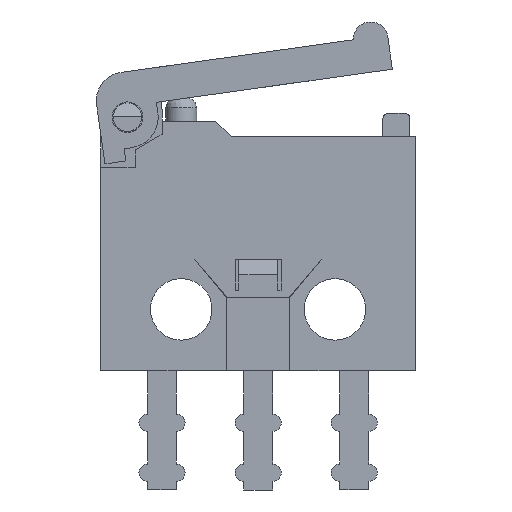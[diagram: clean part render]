
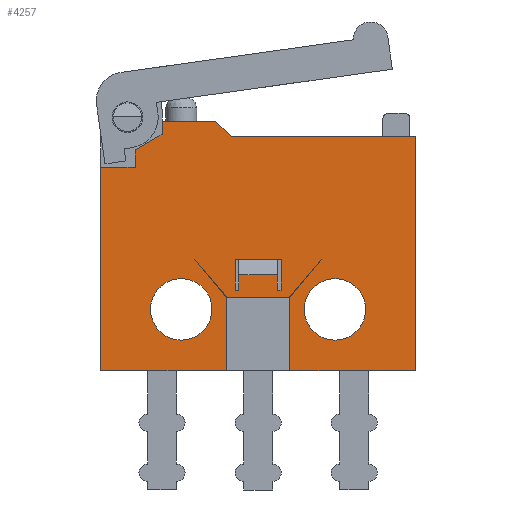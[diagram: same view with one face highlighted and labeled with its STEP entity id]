
A CAD part, front view. The second image highlights one B-rep face of the part: STEP entity #4257.
In plain terms, the highlighted planar face has unit normal (0, -1, 0).
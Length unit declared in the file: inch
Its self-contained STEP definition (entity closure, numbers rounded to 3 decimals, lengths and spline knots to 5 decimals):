
#2516=CARTESIAN_POINT('',(-0.01969,-0.05315,-0.01575));
#2517=VERTEX_POINT('',#2516);
#2526=CARTESIAN_POINT('',(0.01969,-0.05315,-0.01575));
#2527=VERTEX_POINT('',#2526);
#2528=CARTESIAN_POINT('',(0.01969,-0.05315,-0.01575));
#2529=DIRECTION('',(-1.0,0.0,0.0));
#2530=VECTOR('',#2529,0.03937);
#2531=LINE('',#2528,#2530);
#2532=EDGE_CURVE('',#2527,#2517,#2531,.T.);
#2604=CARTESIAN_POINT('',(-0.01969,-0.05315,-0.0315));
#2605=VERTEX_POINT('',#2604);
#2612=CARTESIAN_POINT('',(-0.01969,-0.05315,-0.0315));
#2613=DIRECTION('',(0.0,0.0,1.0));
#2614=VECTOR('',#2613,0.01575);
#2615=LINE('',#2612,#2614);
#2616=EDGE_CURVE('',#2605,#2517,#2615,.T.);
#2847=CARTESIAN_POINT('',(0.16142,-0.05315,-0.11417));
#2848=VERTEX_POINT('',#2847);
#2855=CARTESIAN_POINT('',(0.03248,-0.05315,-0.11417));
#2856=VERTEX_POINT('',#2855);
#2857=CARTESIAN_POINT('',(0.03248,-0.05315,-0.11417));
#2858=DIRECTION('',(1.0,0.0,0.0));
#2859=VECTOR('',#2858,0.12894);
#2860=LINE('',#2857,#2859);
#2861=EDGE_CURVE('',#2856,#2848,#2860,.T.);
#2870=CARTESIAN_POINT('',(-0.03248,-0.05315,-0.11417));
#2871=VERTEX_POINT('',#2870);
#2878=CARTESIAN_POINT('',(-0.16142,-0.05315,-0.11417));
#2879=VERTEX_POINT('',#2878);
#2880=CARTESIAN_POINT('',(-0.16142,-0.05315,-0.11417));
#2881=DIRECTION('',(1.0,0.0,0.0));
#2882=VECTOR('',#2881,0.12894);
#2883=LINE('',#2880,#2882);
#2884=EDGE_CURVE('',#2879,#2871,#2883,.T.);
#2927=CARTESIAN_POINT('',(0.01969,-0.05315,-0.0315));
#2928=VERTEX_POINT('',#2927);
#2929=CARTESIAN_POINT('',(0.01969,-0.05315,-0.01575));
#2930=DIRECTION('',(0.0,0.0,-1.0));
#2931=VECTOR('',#2930,0.01575);
#2932=LINE('',#2929,#2931);
#2933=EDGE_CURVE('',#2527,#2928,#2932,.T.);
#2958=CARTESIAN_POINT('',(0.03248,-0.05315,-0.03937));
#2959=VERTEX_POINT('',#2958);
#2960=CARTESIAN_POINT('',(0.03248,-0.05315,-0.03937));
#2961=DIRECTION('',(0.0,0.0,-1.0));
#2962=VECTOR('',#2961,0.0748);
#2963=LINE('',#2960,#2962);
#2964=EDGE_CURVE('',#2959,#2856,#2963,.T.);
#2982=CARTESIAN_POINT('',(0.06496,-0.05315,0.));
#2983=VERTEX_POINT('',#2982);
#2984=CARTESIAN_POINT('',(0.06496,-0.05315,0.));
#2985=DIRECTION('',(-0.636,0.,-0.771));
#2986=VECTOR('',#2985,0.05104);
#2987=LINE('',#2984,#2986);
#2988=EDGE_CURVE('',#2983,#2959,#2987,.T.);
#3005=CARTESIAN_POINT('',(-0.06496,-0.05315,0.));
#3006=VERTEX_POINT('',#3005);
#3013=CARTESIAN_POINT('',(-0.03248,-0.05315,-0.03937));
#3014=VERTEX_POINT('',#3013);
#3015=CARTESIAN_POINT('',(-0.03248,-0.05315,-0.03937));
#3016=DIRECTION('',(-0.636,0.,0.771));
#3017=VECTOR('',#3016,0.05104);
#3018=LINE('',#3015,#3017);
#3019=EDGE_CURVE('',#3014,#3006,#3018,.T.);
#3037=CARTESIAN_POINT('',(-0.03248,-0.05315,-0.11417));
#3038=DIRECTION('',(0.0,0.0,1.0));
#3039=VECTOR('',#3038,0.0748);
#3040=LINE('',#3037,#3039);
#3041=EDGE_CURVE('',#2871,#3014,#3040,.T.);
#3063=CARTESIAN_POINT('',(0.11024,-0.05315,-0.05118));
#3064=VERTEX_POINT('',#3063);
#3065=CARTESIAN_POINT('',(0.07874,-0.05315,-0.05118));
#3066=DIRECTION('',(0.0,1.0,0.0));
#3067=DIRECTION('',(-1.0,0.0,0.0));
#3068=AXIS2_PLACEMENT_3D('',#3065,#3066,#3067);
#3069=CIRCLE('',#3068,0.0315);
#3070=EDGE_CURVE('',#3064,#3064,#3069,.T.);
#3091=CARTESIAN_POINT('',(-0.04724,-0.05315,-0.05118));
#3092=VERTEX_POINT('',#3091);
#3093=CARTESIAN_POINT('',(-0.07874,-0.05315,-0.05118));
#3094=DIRECTION('',(0.0,1.0,0.0));
#3095=DIRECTION('',(-1.0,0.0,0.0));
#3096=AXIS2_PLACEMENT_3D('',#3093,#3094,#3095);
#3097=CIRCLE('',#3096,0.0315);
#3098=EDGE_CURVE('',#3092,#3092,#3097,.T.);
#3158=CARTESIAN_POINT('',(-0.02362,-0.05315,-0.0315));
#3159=VERTEX_POINT('',#3158);
#3166=CARTESIAN_POINT('',(-0.01969,-0.05315,-0.0315));
#3167=DIRECTION('',(-1.0,0.0,0.0));
#3168=VECTOR('',#3167,0.00394);
#3169=LINE('',#3166,#3168);
#3170=EDGE_CURVE('',#2605,#3159,#3169,.T.);
#3181=CARTESIAN_POINT('',(0.02362,-0.05315,0.));
#3182=VERTEX_POINT('',#3181);
#3189=CARTESIAN_POINT('',(-0.02362,-0.05315,0.));
#3190=VERTEX_POINT('',#3189);
#3191=CARTESIAN_POINT('',(-0.02362,-0.05315,0.));
#3192=DIRECTION('',(1.0,0.0,0.0));
#3193=VECTOR('',#3192,0.04724);
#3194=LINE('',#3191,#3193);
#3195=EDGE_CURVE('',#3190,#3182,#3194,.T.);
#3909=CARTESIAN_POINT('',(-0.09843,-0.05315,0.12812));
#3910=VERTEX_POINT('',#3909);
#3917=CARTESIAN_POINT('',(-0.09843,-0.05315,0.14173));
#3918=VERTEX_POINT('',#3917);
#3919=CARTESIAN_POINT('',(-0.09843,-0.05315,0.14173));
#3920=DIRECTION('',(0.0,0.0,-1.0));
#3921=VECTOR('',#3920,0.01362);
#3922=LINE('',#3919,#3921);
#3923=EDGE_CURVE('',#3918,#3910,#3922,.T.);
#3981=CARTESIAN_POINT('',(-0.12598,-0.05315,0.1122));
#3982=VERTEX_POINT('',#3981);
#3989=CARTESIAN_POINT('',(-0.09843,-0.05315,0.12812));
#3990=DIRECTION('',(-0.866,0.,-0.5));
#3991=VECTOR('',#3990,0.03182);
#3992=LINE('',#3989,#3991);
#3993=EDGE_CURVE('',#3910,#3982,#3992,.T.);
#4005=CARTESIAN_POINT('',(-0.12598,-0.05315,0.09449));
#4006=VERTEX_POINT('',#4005);
#4013=CARTESIAN_POINT('',(-0.12598,-0.05315,0.1122));
#4014=DIRECTION('',(0.0,0.0,-1.0));
#4015=VECTOR('',#4014,0.01772);
#4016=LINE('',#4013,#4015);
#4017=EDGE_CURVE('',#3982,#4006,#4016,.T.);
#4029=CARTESIAN_POINT('',(-0.16142,-0.05315,0.09449));
#4030=VERTEX_POINT('',#4029);
#4037=CARTESIAN_POINT('',(-0.12598,-0.05315,0.09449));
#4038=DIRECTION('',(-1.0,0.0,0.0));
#4039=VECTOR('',#4038,0.03543);
#4040=LINE('',#4037,#4039);
#4041=EDGE_CURVE('',#4006,#4030,#4040,.T.);
#4149=CARTESIAN_POINT('',(-0.17756,-0.05315,0.15453));
#4150=DIRECTION('',(0.0,-1.0,0.0));
#4151=DIRECTION('',(0.0,0.0,-1.0));
#4152=AXIS2_PLACEMENT_3D('',#4149,#4150,#4151);
#4153=PLANE('',#4152);
#4154=ORIENTED_EDGE('',*,*,#3923,.T.);
#4155=ORIENTED_EDGE('',*,*,#3993,.T.);
#4156=ORIENTED_EDGE('',*,*,#4017,.T.);
#4157=ORIENTED_EDGE('',*,*,#4041,.T.);
#4158=CARTESIAN_POINT('',(-0.16142,-0.05315,0.09449));
#4159=DIRECTION('',(0.0,0.0,-1.0));
#4160=VECTOR('',#4159,0.20866);
#4161=LINE('',#4158,#4160);
#4162=EDGE_CURVE('',#4030,#2879,#4161,.T.);
#4163=ORIENTED_EDGE('',*,*,#4162,.T.);
#4164=ORIENTED_EDGE('',*,*,#2884,.T.);
#4165=ORIENTED_EDGE('',*,*,#3041,.T.);
#4166=ORIENTED_EDGE('',*,*,#3019,.T.);
#4167=CARTESIAN_POINT('',(-0.0315,-0.05315,-0.03937));
#4168=VERTEX_POINT('',#4167);
#4169=CARTESIAN_POINT('',(-0.06496,-0.05315,0.));
#4170=DIRECTION('',(0.648,0.,-0.762));
#4171=VECTOR('',#4170,0.05167);
#4172=LINE('',#4169,#4171);
#4173=EDGE_CURVE('',#3006,#4168,#4172,.T.);
#4174=ORIENTED_EDGE('',*,*,#4173,.T.);
#4175=CARTESIAN_POINT('',(0.0315,-0.05315,-0.03937));
#4176=VERTEX_POINT('',#4175);
#4177=CARTESIAN_POINT('',(-0.0315,-0.05315,-0.03937));
#4178=DIRECTION('',(1.0,0.0,0.0));
#4179=VECTOR('',#4178,0.06299);
#4180=LINE('',#4177,#4179);
#4181=EDGE_CURVE('',#4168,#4176,#4180,.T.);
#4182=ORIENTED_EDGE('',*,*,#4181,.T.);
#4183=CARTESIAN_POINT('',(0.0315,-0.05315,-0.03937));
#4184=DIRECTION('',(0.648,0.,0.762));
#4185=VECTOR('',#4184,0.05167);
#4186=LINE('',#4183,#4185);
#4187=EDGE_CURVE('',#4176,#2983,#4186,.T.);
#4188=ORIENTED_EDGE('',*,*,#4187,.T.);
#4189=ORIENTED_EDGE('',*,*,#2988,.T.);
#4190=ORIENTED_EDGE('',*,*,#2964,.T.);
#4191=ORIENTED_EDGE('',*,*,#2861,.T.);
#4192=CARTESIAN_POINT('',(0.16142,-0.05315,0.12598));
#4193=VERTEX_POINT('',#4192);
#4194=CARTESIAN_POINT('',(0.16142,-0.05315,0.12598));
#4195=DIRECTION('',(0.0,0.0,-1.0));
#4196=VECTOR('',#4195,0.24016);
#4197=LINE('',#4194,#4196);
#4198=EDGE_CURVE('',#4193,#2848,#4197,.T.);
#4199=ORIENTED_EDGE('',*,*,#4198,.F.);
#4200=CARTESIAN_POINT('',(-0.02756,-0.05315,0.12598));
#4201=VERTEX_POINT('',#4200);
#4202=CARTESIAN_POINT('',(0.16142,-0.05315,0.12598));
#4203=DIRECTION('',(-1.0,0.0,0.0));
#4204=VECTOR('',#4203,0.18898);
#4205=LINE('',#4202,#4204);
#4206=EDGE_CURVE('',#4193,#4201,#4205,.T.);
#4207=ORIENTED_EDGE('',*,*,#4206,.T.);
#4208=CARTESIAN_POINT('',(-0.04331,-0.05315,0.14173));
#4209=VERTEX_POINT('',#4208);
#4210=CARTESIAN_POINT('',(-0.04331,-0.05315,0.14173));
#4211=DIRECTION('',(0.707,0.0,-0.707));
#4212=VECTOR('',#4211,0.02227);
#4213=LINE('',#4210,#4212);
#4214=EDGE_CURVE('',#4209,#4201,#4213,.T.);
#4215=ORIENTED_EDGE('',*,*,#4214,.F.);
#4216=CARTESIAN_POINT('',(-0.09843,-0.05315,0.14173));
#4217=DIRECTION('',(1.0,0.0,0.0));
#4218=VECTOR('',#4217,0.05512);
#4219=LINE('',#4216,#4218);
#4220=EDGE_CURVE('',#3918,#4209,#4219,.T.);
#4221=ORIENTED_EDGE('',*,*,#4220,.F.);
#4222=EDGE_LOOP('',(#4154,#4155,#4156,#4157,#4163,#4164,#4165,#4166,#4174,#4182,#4188,#4189,#4190,#4191,#4199,#4207,#4215,#4221));
#4223=FACE_OUTER_BOUND('',#4222,.T.);
#4224=ORIENTED_EDGE('',*,*,#3070,.T.);
#4225=EDGE_LOOP('',(#4224));
#4226=FACE_BOUND('',#4225,.T.);
#4227=ORIENTED_EDGE('',*,*,#3098,.T.);
#4228=EDGE_LOOP('',(#4227));
#4229=FACE_BOUND('',#4228,.T.);
#4230=CARTESIAN_POINT('',(-0.02362,-0.05315,-0.0315));
#4231=DIRECTION('',(0.0,0.0,1.0));
#4232=VECTOR('',#4231,0.0315);
#4233=LINE('',#4230,#4232);
#4234=EDGE_CURVE('',#3159,#3190,#4233,.T.);
#4235=ORIENTED_EDGE('',*,*,#4234,.T.);
#4236=ORIENTED_EDGE('',*,*,#3195,.T.);
#4237=CARTESIAN_POINT('',(0.02362,-0.05315,-0.0315));
#4238=VERTEX_POINT('',#4237);
#4239=CARTESIAN_POINT('',(0.02362,-0.05315,0.));
#4240=DIRECTION('',(0.0,0.0,-1.0));
#4241=VECTOR('',#4240,0.0315);
#4242=LINE('',#4239,#4241);
#4243=EDGE_CURVE('',#3182,#4238,#4242,.T.);
#4244=ORIENTED_EDGE('',*,*,#4243,.T.);
#4245=CARTESIAN_POINT('',(0.02362,-0.05315,-0.0315));
#4246=DIRECTION('',(-1.0,0.0,0.0));
#4247=VECTOR('',#4246,0.00394);
#4248=LINE('',#4245,#4247);
#4249=EDGE_CURVE('',#4238,#2928,#4248,.T.);
#4250=ORIENTED_EDGE('',*,*,#4249,.T.);
#4251=ORIENTED_EDGE('',*,*,#2933,.F.);
#4252=ORIENTED_EDGE('',*,*,#2532,.T.);
#4253=ORIENTED_EDGE('',*,*,#2616,.F.);
#4254=ORIENTED_EDGE('',*,*,#3170,.T.);
#4255=EDGE_LOOP('',(#4235,#4236,#4244,#4250,#4251,#4252,#4253,#4254));
#4256=FACE_BOUND('',#4255,.T.);
#4257=ADVANCED_FACE('',(#4223,#4226,#4229,#4256),#4153,.T.);
